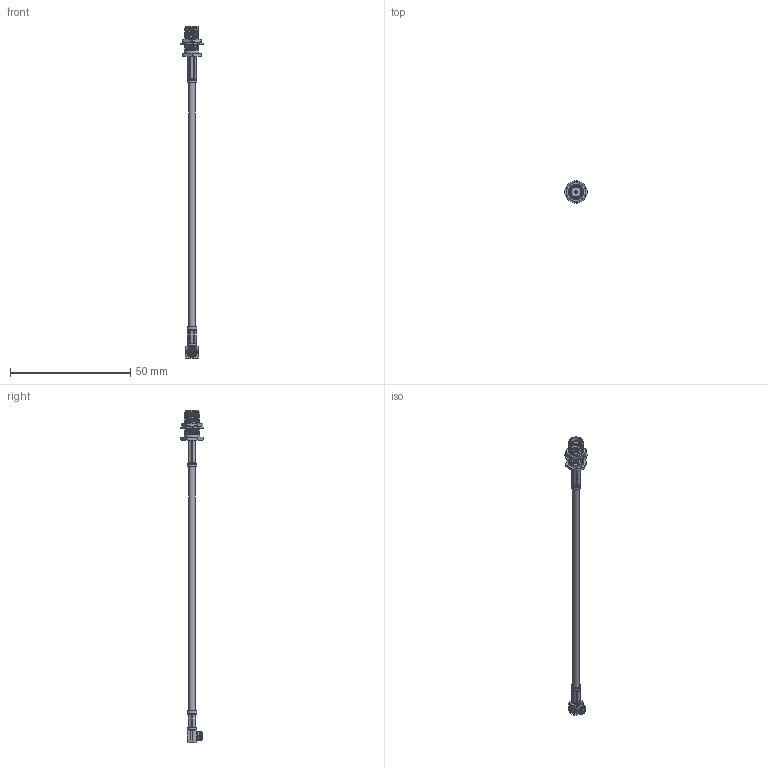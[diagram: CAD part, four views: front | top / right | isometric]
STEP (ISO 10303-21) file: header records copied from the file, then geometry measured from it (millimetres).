
FILE_DESCRIPTION (( 'STEP AP203' ), '1' );
FILE_NAME ('FMCA1418_3D.step', '2021-03-15T18:57:47', ( '' ), ( '' ), 'SwSTEP 2.0', 'SolidWorks 2020', '' );
FILE_SCHEMA (( 'CONFIG_CONTROL_DESIGN' ));
Length unit declared in the file: inch
Products named in the file (4): FMCN1020^FMCA1418_Crimped; FMCN1278^FMCA1418_Crimped; FMCA1418_3D; RG316U^FMCA1418_RG316U
Assembly tree (3 placements, depth 2):
  FMCA1418_3D
    RG316U^FMCA1418_RG316U
    FMCN1020^FMCA1418_Crimped
    FMCN1278^FMCA1418_Crimped
Bounding box: 9.4 x 9.4 x 138.3 mm (x, y, z)
Volume: 1121.7 mm3; surface area: 2385.7 mm2
Topology: 10 solids, 10 shells, 567 faces, 1578 edges, 1051 vertices
Faces by surface type: plane 300, cylinder 121, bspline 90, cone 53, torus 3
Full cylindrical faces by diameter (mm): 0.406 x2, 0.762 x1, 0.914 x1, 1.016 x1, 1.194 x1, 1.27 x1, 1.524 x1, 1.626 x1, 1.651 x1, 1.672 x1, 1.943 x2, 2.095 x2, 2.134 x1, 2.434 x1, 2.438 x1, 2.591 x1, 2.718 x1, 3.117 x1, 3.349 x1, 3.4 x1, 3.48 x2, 3.543 x1, 3.786 x1, 3.988 x2, 4.572 x1, 5.359 x1, 9.398 x1
Entity records: 39187 total; most frequent: CARTESIAN_POINT 25928, ORIENTED_EDGE 3016, DIRECTION 2133, EDGE_CURVE 1508, VERTEX_POINT 1029, AXIS2_PLACEMENT_3D 721, LINE 691, VECTOR 691
